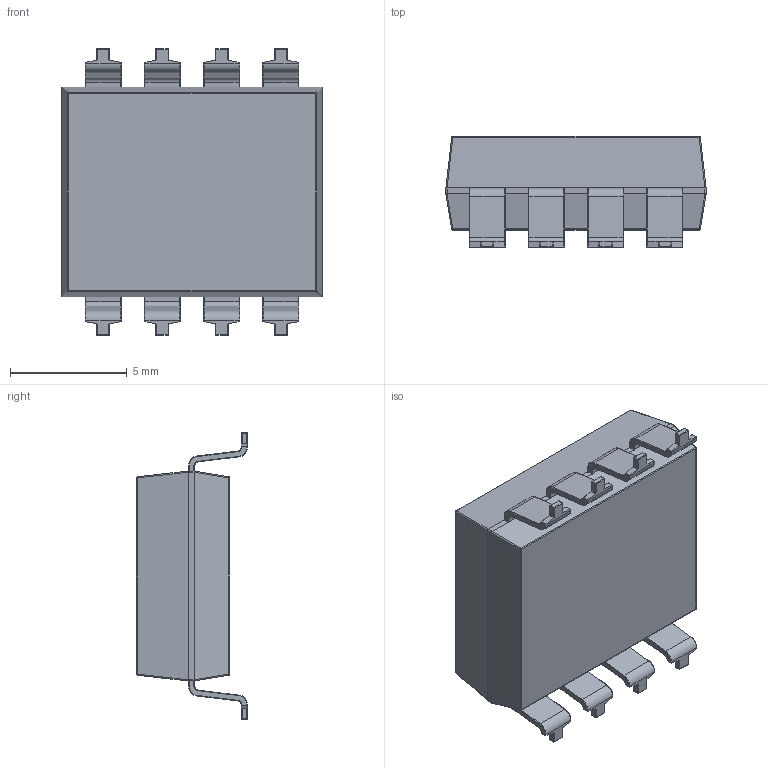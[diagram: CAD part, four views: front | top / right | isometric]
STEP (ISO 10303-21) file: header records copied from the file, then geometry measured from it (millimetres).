
FILE_DESCRIPTION (( 'STEP AP214' ), '1' );
FILE_NAME ('User Library-HCNR200_SMD.STEP', '2013-05-22T10:00:25', ( 'Windows User' ), ( '' ), 'SwSTEP 2.0', 'SolidWorks 2013', '' );
FILE_SCHEMA (( 'AUTOMOTIVE_DESIGN' ));
Length unit declared in the file: centimetre
Products named in the file (5): User Library-HCNR200_SMD_HCNR200_SMD_PIN; User Library-HCNR200_SMD_HCNR200_SMD_Beschriftung; User Library-HCNR200_SMD_HCNR200_SMD_Koerper; User Library-HCNR200_SMD; User Library-HCNR200_SMD_HCNR200_SMD_Markierung
Assembly tree (11 placements, depth 2):
  User Library-HCNR200_SMD
    User Library-HCNR200_SMD_HCNR200_SMD_Koerper
    User Library-HCNR200_SMD_HCNR200_SMD_Beschriftung
    User Library-HCNR200_SMD_HCNR200_SMD_PIN  x8
    User Library-HCNR200_SMD_HCNR200_SMD_Markierung
Bounding box: 11.15 x 4.75 x 12.3 mm (x, y, z)
Volume: 396.2 mm3; surface area: 482.9 mm2
Topology: 11 solids, 11 shells, 833 faces, 2063 edges, 1202 vertices
Faces by surface type: cylinder 300, bspline 300, plane 233
Entity records: 17259 total; most frequent: CARTESIAN_POINT 5014, ORIENTED_EDGE 1926, DIRECTION 1153, EDGE_CURVE 963, VERTEX_POINT 614, VECTOR 519, LINE 519, EDGE_LOOP 399
